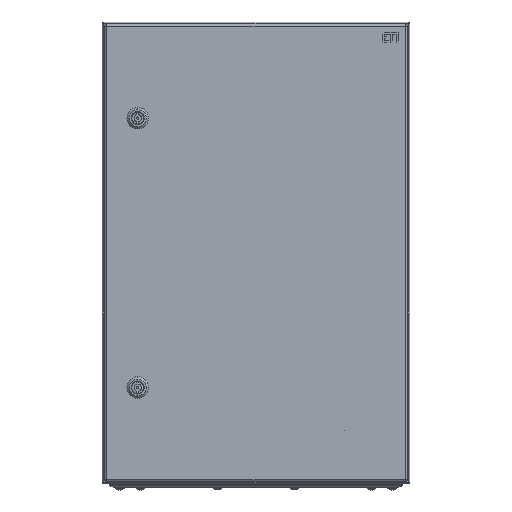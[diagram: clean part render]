
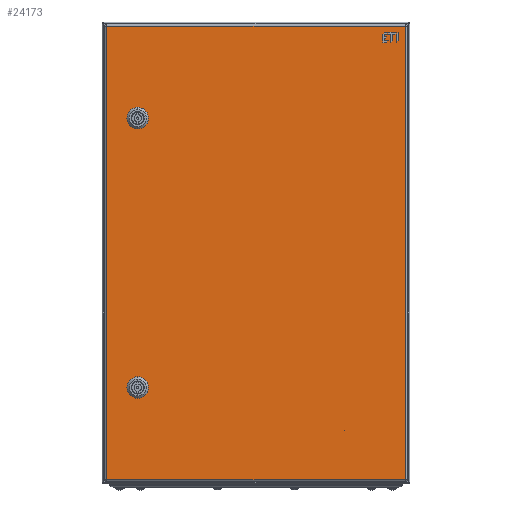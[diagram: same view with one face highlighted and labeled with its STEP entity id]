
A CAD part, front view. The second image highlights one B-rep face of the part: STEP entity #24173.
In plain terms, the highlighted face is planar.
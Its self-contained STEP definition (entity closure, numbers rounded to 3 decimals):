
#23088=DIRECTION('',(0.,1.,0.));
#23089=VECTOR('',#23088,388.4);
#23090=CARTESIAN_POINT('',(-294.5,-194.2,0.));
#23091=LINE('',#23090,#23089);
#23119=DIRECTION('',(-1.,0.,0.));
#23120=VECTOR('',#23119,589.);
#23121=CARTESIAN_POINT('',(294.5,-194.2,0.));
#23122=LINE('',#23121,#23120);
#23133=CARTESIAN_POINT('',(175.,-153.7,0.));
#23134=DIRECTION('',(0.,0.,-1.));
#23135=DIRECTION('',(-0.449,-0.893,0.));
#23136=AXIS2_PLACEMENT_3D('',#23133,#23134,#23135);
#23141=CARTESIAN_POINT('',(175.,-153.7,0.));
#23142=DIRECTION('',(0.,0.,-1.));
#23143=DIRECTION('',(-0.893,0.449,0.));
#23144=AXIS2_PLACEMENT_3D('',#23141,#23142,#23143);
#23149=CARTESIAN_POINT('',(175.,-153.7,0.));
#23150=DIRECTION('',(0.,0.,-1.));
#23151=DIRECTION('',(0.449,0.893,0.));
#23152=AXIS2_PLACEMENT_3D('',#23149,#23150,#23151);
#23157=CARTESIAN_POINT('',(175.,-153.7,0.));
#23158=DIRECTION('',(0.,0.,-1.));
#23159=DIRECTION('',(0.893,-0.449,0.));
#23160=AXIS2_PLACEMENT_3D('',#23157,#23158,#23159);
#23165=CARTESIAN_POINT('',(-175.,-153.7,0.));
#23166=DIRECTION('',(0.,0.,-1.));
#23167=DIRECTION('',(-0.893,0.449,0.));
#23168=AXIS2_PLACEMENT_3D('',#23165,#23166,#23167);
#23173=CARTESIAN_POINT('',(-175.,-153.7,0.));
#23174=DIRECTION('',(0.,0.,-1.));
#23175=DIRECTION('',(0.449,0.893,0.));
#23176=AXIS2_PLACEMENT_3D('',#23173,#23174,#23175);
#23181=CARTESIAN_POINT('',(-175.,-153.7,0.));
#23182=DIRECTION('',(0.,0.,-1.));
#23183=DIRECTION('',(0.893,-0.449,0.));
#23184=AXIS2_PLACEMENT_3D('',#23181,#23182,#23183);
#23189=CARTESIAN_POINT('',(-175.,-153.7,0.));
#23190=DIRECTION('',(0.,0.,-1.));
#23191=DIRECTION('',(-0.449,-0.893,0.));
#23192=AXIS2_PLACEMENT_3D('',#23189,#23190,#23191);
#23197=DIRECTION('',(0.,-1.,0.));
#23198=VECTOR('',#23197,388.4);
#23199=CARTESIAN_POINT('',(294.5,194.2,0.));
#23200=LINE('',#23199,#23198);
#23266=DIRECTION('',(1.,0.,0.));
#23267=VECTOR('',#23266,589.);
#23268=CARTESIAN_POINT('',(-294.5,194.2,0.));
#23269=LINE('',#23268,#23267);
#23297=DIRECTION('',(1.,0.,0.));
#23298=VECTOR('',#23297,10.111);
#23299=CARTESIAN_POINT('',(169.944,-163.75,0.));
#23300=LINE('',#23299,#23298);
#23318=DIRECTION('',(0.,-1.,0.));
#23319=VECTOR('',#23318,10.111);
#23320=CARTESIAN_POINT('',(164.95,-148.644,0.));
#23321=LINE('',#23320,#23319);
#23339=DIRECTION('',(-1.,0.,0.));
#23340=VECTOR('',#23339,10.111);
#23341=CARTESIAN_POINT('',(180.056,-143.65,0.));
#23342=LINE('',#23341,#23340);
#23360=DIRECTION('',(0.,1.,0.));
#23361=VECTOR('',#23360,10.111);
#23362=CARTESIAN_POINT('',(185.05,-158.756,0.));
#23363=LINE('',#23362,#23361);
#23395=DIRECTION('',(-1.,0.,0.));
#23396=VECTOR('',#23395,10.111);
#23397=CARTESIAN_POINT('',(-169.944,-143.65,0.));
#23398=LINE('',#23397,#23396);
#23416=DIRECTION('',(0.,1.,0.));
#23417=VECTOR('',#23416,10.111);
#23418=CARTESIAN_POINT('',(-164.95,-158.756,0.));
#23419=LINE('',#23418,#23417);
#23437=DIRECTION('',(1.,0.,0.));
#23438=VECTOR('',#23437,10.111);
#23439=CARTESIAN_POINT('',(-180.056,-163.75,0.));
#23440=LINE('',#23439,#23438);
#23458=DIRECTION('',(0.,-1.,0.));
#23459=VECTOR('',#23458,10.111);
#23460=CARTESIAN_POINT('',(-185.05,-148.644,0.));
#23461=LINE('',#23460,#23459);
#23505=CARTESIAN_POINT('',(180.056,-163.75,0.));
#23506=VERTEX_POINT('',#23505);
#23507=CARTESIAN_POINT('',(185.05,-158.756,0.));
#23508=VERTEX_POINT('',#23507);
#23509=CARTESIAN_POINT('',(169.944,-163.75,0.));
#23510=VERTEX_POINT('',#23509);
#23511=CARTESIAN_POINT('',(164.95,-158.756,0.));
#23512=VERTEX_POINT('',#23511);
#23513=CARTESIAN_POINT('',(164.95,-148.644,0.));
#23514=VERTEX_POINT('',#23513);
#23515=CARTESIAN_POINT('',(169.944,-143.65,0.));
#23516=VERTEX_POINT('',#23515);
#23517=CARTESIAN_POINT('',(180.056,-143.65,0.));
#23518=VERTEX_POINT('',#23517);
#23519=CARTESIAN_POINT('',(185.05,-148.644,0.));
#23520=VERTEX_POINT('',#23519);
#23521=CARTESIAN_POINT('',(294.5,194.2,0.));
#23522=CARTESIAN_POINT('',(294.5,-194.2,0.));
#23523=VERTEX_POINT('',#23521);
#23524=VERTEX_POINT('',#23522);
#23525=CARTESIAN_POINT('',(-294.5,194.2,0.));
#23526=VERTEX_POINT('',#23525);
#23527=CARTESIAN_POINT('',(-294.5,-194.2,0.));
#23528=VERTEX_POINT('',#23527);
#23529=CARTESIAN_POINT('',(-185.05,-148.644,0.));
#23530=CARTESIAN_POINT('',(-180.056,-143.65,0.));
#23531=VERTEX_POINT('',#23529);
#23532=VERTEX_POINT('',#23530);
#23533=CARTESIAN_POINT('',(-169.944,-143.65,0.));
#23534=VERTEX_POINT('',#23533);
#23535=CARTESIAN_POINT('',(-164.95,-148.644,0.));
#23536=VERTEX_POINT('',#23535);
#23537=CARTESIAN_POINT('',(-164.95,-158.756,0.));
#23538=VERTEX_POINT('',#23537);
#23539=CARTESIAN_POINT('',(-169.944,-163.75,0.));
#23540=VERTEX_POINT('',#23539);
#23541=CARTESIAN_POINT('',(-180.056,-163.75,0.));
#23542=VERTEX_POINT('',#23541);
#23543=CARTESIAN_POINT('',(-185.05,-158.756,0.));
#23544=VERTEX_POINT('',#23543);
#24124=CARTESIAN_POINT('',(0.,0.,0.));
#24125=DIRECTION('',(0.,0.,-1.));
#24126=DIRECTION('',(-1.,0.,0.));
#24127=AXIS2_PLACEMENT_3D('',#24124,#24125,#24126);
#24128=PLANE('',#24127);
#24130=ORIENTED_EDGE('',*,*,#24129,.F.);
#24132=ORIENTED_EDGE('',*,*,#24131,.F.);
#24133=ORIENTED_EDGE('',*,*,#24070,.F.);
#24134=ORIENTED_EDGE('',*,*,#24108,.F.);
#24135=EDGE_LOOP('',(#24130,#24132,#24133,#24134));
#24136=FACE_OUTER_BOUND('',#24135,.F.);
#24138=ORIENTED_EDGE('',*,*,#24137,.F.);
#24140=ORIENTED_EDGE('',*,*,#24139,.T.);
#24142=ORIENTED_EDGE('',*,*,#24141,.F.);
#24144=ORIENTED_EDGE('',*,*,#24143,.T.);
#24146=ORIENTED_EDGE('',*,*,#24145,.F.);
#24148=ORIENTED_EDGE('',*,*,#24147,.T.);
#24150=ORIENTED_EDGE('',*,*,#24149,.F.);
#24152=ORIENTED_EDGE('',*,*,#24151,.T.);
#24153=EDGE_LOOP('',(#24138,#24140,#24142,#24144,#24146,#24148,#24150,#24152));
#24154=FACE_BOUND('',#24153,.F.);
#24156=ORIENTED_EDGE('',*,*,#24155,.T.);
#24158=ORIENTED_EDGE('',*,*,#24157,.F.);
#24160=ORIENTED_EDGE('',*,*,#24159,.T.);
#24162=ORIENTED_EDGE('',*,*,#24161,.F.);
#24164=ORIENTED_EDGE('',*,*,#24163,.T.);
#24166=ORIENTED_EDGE('',*,*,#24165,.F.);
#24168=ORIENTED_EDGE('',*,*,#24167,.T.);
#24170=ORIENTED_EDGE('',*,*,#24169,.F.);
#24171=EDGE_LOOP('',(#24156,#24158,#24160,#24162,#24164,#24166,#24168,#24170));
#24172=FACE_BOUND('',#24171,.F.);
#23137=CIRCLE('',#23136,11.25);
#23145=CIRCLE('',#23144,11.25);
#23153=CIRCLE('',#23152,11.25);
#23161=CIRCLE('',#23160,11.25);
#23169=CIRCLE('',#23168,11.25);
#23177=CIRCLE('',#23176,11.25);
#23185=CIRCLE('',#23184,11.25);
#23193=CIRCLE('',#23192,11.25);
#24070=EDGE_CURVE('',#23528,#23526,#23091,.T.);
#24108=EDGE_CURVE('',#23524,#23528,#23122,.T.);
#24129=EDGE_CURVE('',#23523,#23524,#23200,.T.);
#24131=EDGE_CURVE('',#23526,#23523,#23269,.T.);
#24137=EDGE_CURVE('',#23510,#23506,#23300,.T.);
#24139=EDGE_CURVE('',#23510,#23512,#23137,.T.);
#24141=EDGE_CURVE('',#23514,#23512,#23321,.T.);
#24143=EDGE_CURVE('',#23514,#23516,#23145,.T.);
#24145=EDGE_CURVE('',#23518,#23516,#23342,.T.);
#24147=EDGE_CURVE('',#23518,#23520,#23153,.T.);
#24149=EDGE_CURVE('',#23508,#23520,#23363,.T.);
#24151=EDGE_CURVE('',#23508,#23506,#23161,.T.);
#24155=EDGE_CURVE('',#23531,#23532,#23169,.T.);
#24157=EDGE_CURVE('',#23534,#23532,#23398,.T.);
#24159=EDGE_CURVE('',#23534,#23536,#23177,.T.);
#24161=EDGE_CURVE('',#23538,#23536,#23419,.T.);
#24163=EDGE_CURVE('',#23538,#23540,#23185,.T.);
#24165=EDGE_CURVE('',#23542,#23540,#23440,.T.);
#24167=EDGE_CURVE('',#23542,#23544,#23193,.T.);
#24169=EDGE_CURVE('',#23531,#23544,#23461,.T.);
#24173=ADVANCED_FACE('',(#24136,#24154,#24172),#24128,.T.);
